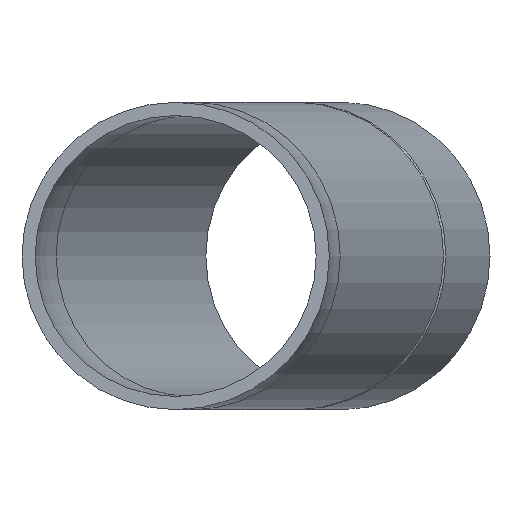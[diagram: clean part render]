
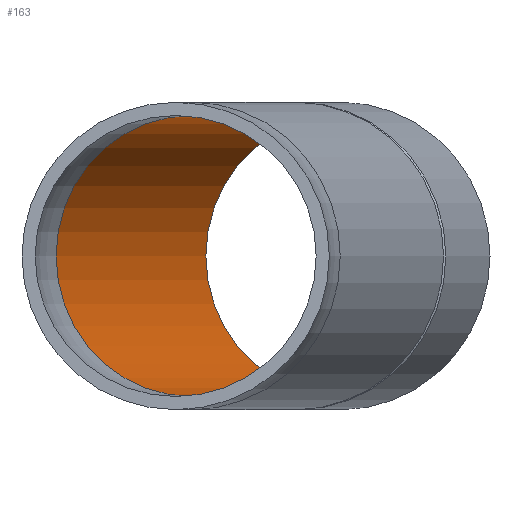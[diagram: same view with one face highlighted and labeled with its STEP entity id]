
A CAD part, front view. The second image highlights one B-rep face of the part: STEP entity #163.
In plain terms, the highlighted cylindrical face has radius 16 mm (diameter 32 mm), a full revolution.
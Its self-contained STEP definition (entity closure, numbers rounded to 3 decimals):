
#23=CYLINDRICAL_SURFACE($,#188,16.);
#33=FACE_BOUND($,#68,.T.);
#49=FACE_OUTER_BOUND($,#67,.T.);
#67=EDGE_LOOP($,(#137));
#68=EDGE_LOOP($,(#138));
#91=CIRCLE($,#189,16.);
#92=CIRCLE($,#190,16.);
#105=VERTEX_POINT($,#290);
#106=VERTEX_POINT($,#292);
#119=EDGE_CURVE($,#105,#105,#91,.T.);
#120=EDGE_CURVE($,#106,#106,#92,.T.);
#137=ORIENTED_EDGE($,*,*,#119,.F.);
#138=ORIENTED_EDGE($,*,*,#120,.T.);
#163=ADVANCED_FACE($,(#49,#33),#23,.F.);
#188=AXIS2_PLACEMENT_3D($,#289,#234,#235);
#189=AXIS2_PLACEMENT_3D($,#291,#236,#237);
#190=AXIS2_PLACEMENT_3D($,#293,#238,#239);
#234=DIRECTION('center_axis',(0.259,0.966,0.));
#235=DIRECTION('ref_axis',(0.966,-0.259,0.));
#236=DIRECTION('center_axis',(-0.259,-0.966,0.));
#237=DIRECTION('ref_axis',(0.966,-0.259,0.));
#238=DIRECTION('center_axis',(-0.259,-0.966,0.));
#239=DIRECTION('ref_axis',(0.966,-0.259,0.));
#289=CARTESIAN_POINT('Origin',(1.84,228.867,0.));
#290=CARTESIAN_POINT('',(3.439,296.654,0.));
#291=CARTESIAN_POINT('Origin',(18.894,292.513,0.));
#292=CARTESIAN_POINT('',(-13.615,233.008,0.));
#293=CARTESIAN_POINT('Origin',(1.84,228.867,0.));
